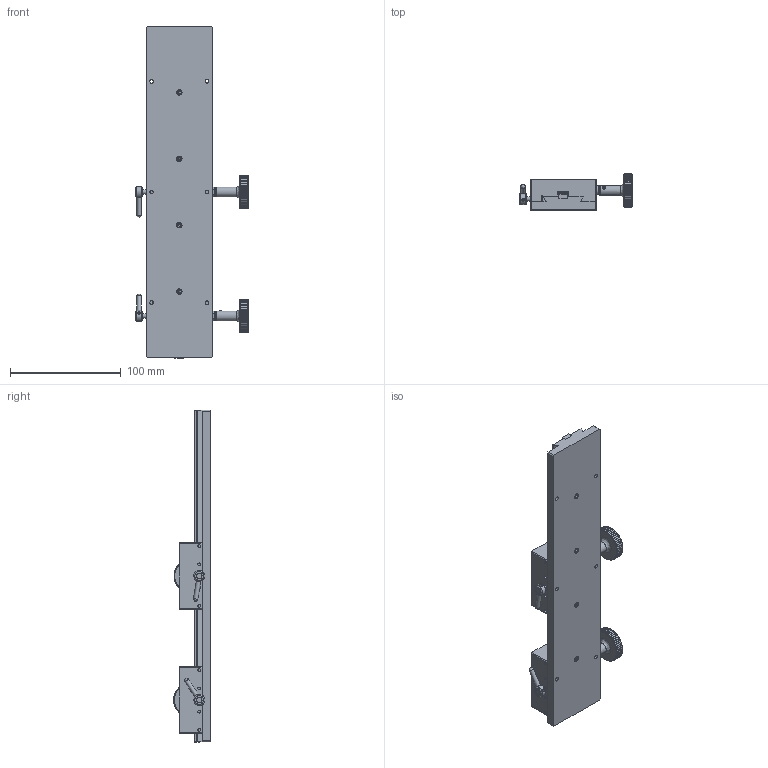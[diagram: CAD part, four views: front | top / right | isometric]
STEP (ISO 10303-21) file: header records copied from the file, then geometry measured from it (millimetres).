
FILE_DESCRIPTION (( 'STEP AP214' ), '1' );
FILE_NAME ('528706.STEP', '2024-10-14T05:42:53', ( 'Windows User' ), ( 'P R C' ), 'SwSTEP 2.0', 'SolidWorks 2020', '' );
FILE_SCHEMA (( 'AUTOMOTIVE_DESIGN' ));
Length unit declared in the file: millimetre
Products named in the file (1): 528706
Bounding box: 101.79 x 33.1 x 300 mm (x, y, z)
Volume: 317580.6 mm3; surface area: 104170.2 mm2
Topology: 32 solids, 32 shells, 1172 faces, 2760 edges, 1667 vertices
Faces by surface type: plane 516, cone 306, cylinder 272, bspline 78
Full cylindrical faces by diameter (mm): 2.05 x6, 2.5 x26, 2.9 x6, 3 x10, 3.3 x28, 4 x8, 4.1 x4, 4.5 x8, 5 x16, 6 x6, 7.4 x2, 8 x8, 9 x4, 10 x4
Entity records: 201603 total; most frequent: CARTESIAN_POINT 177381, ORIENTED_EDGE 4788, DIRECTION 4686, EDGE_CURVE 2394, AXIS2_PLACEMENT_3D 1919, VERTEX_POINT 1550, EDGE_LOOP 1544, FACE_OUTER_BOUND 1318
